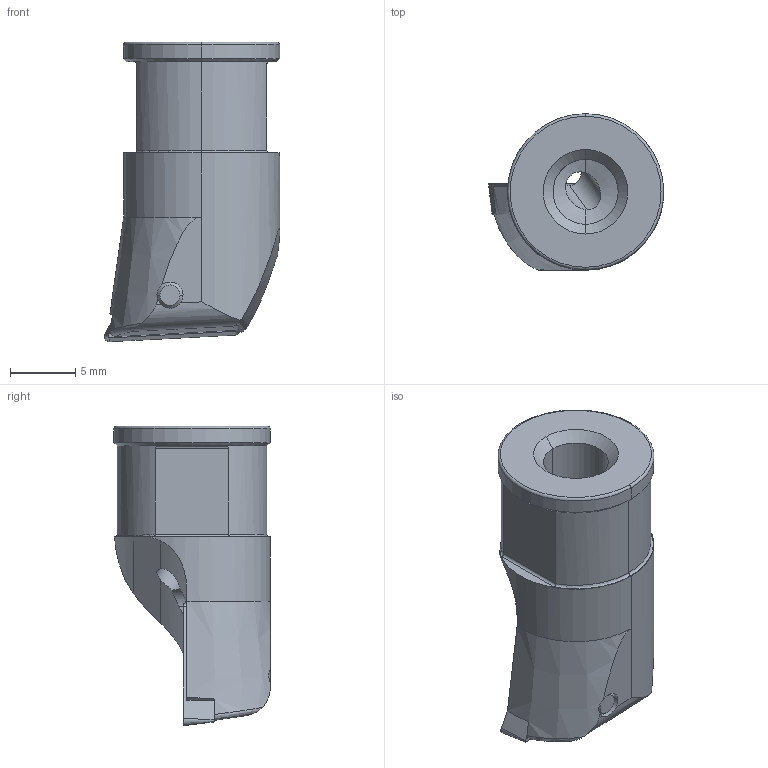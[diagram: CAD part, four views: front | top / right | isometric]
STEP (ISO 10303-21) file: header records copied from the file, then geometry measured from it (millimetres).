
FILE_DESCRIPTION(('no description'),'unknown implementation level');
FILE_NAME('36B013EE-C970-4B4A-8DB9-8077758181F7_export.stp',' ',('CIMSOURCE GmbH'),('CADClick - KiM GmbH - www.kimweb.de'),'unknown preprocess','ACIS','unknown authorization');
FILE_SCHEMA(('automotive_design'));
Length unit declared in the file: millimetre
Products named in the file (3): 615.280 Kaiser E15 TC11|655.383 Kaiser TCGT 110204 K10C;Kombinieren1; 615.280 Kaiser E15 TC11|694.122 Kaiser ETL M2.5x6.5 T7 IP 10S;Kreismuster1; 615.280 Kaiser E15 TC11|615.280 Kaiser E15 TC11;Verrundung4
Bounding box: 13.47 x 12 x 23 mm (x, y, z)
Volume: 1670.6 mm3; surface area: 1432.3 mm2
Topology: 3 solids, 3 shells, 125 faces, 308 edges, 190 vertices
Faces by surface type: cylinder 52, plane 29, cone 28, torus 12, bspline 4
Entity records: 9415 total; most frequent: CARTESIAN_POINT 2888, DIRECTION 647, STYLED_ITEM 626, PRESENTATION_STYLE_ASSIGNMENT 626, COLOUR_RGB 626, ORIENTED_EDGE 616, EDGE_CURVE 308, CURVE_STYLE 308
